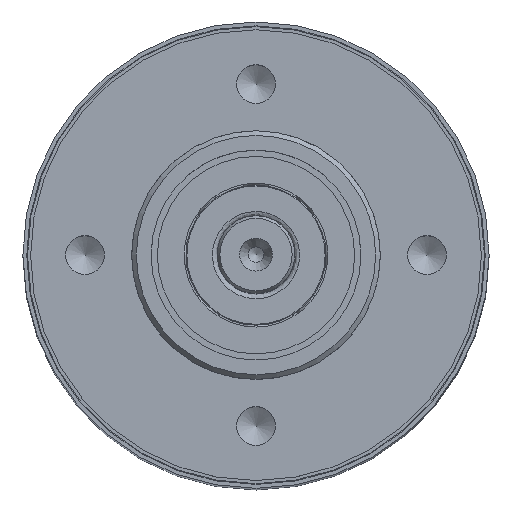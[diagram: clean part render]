
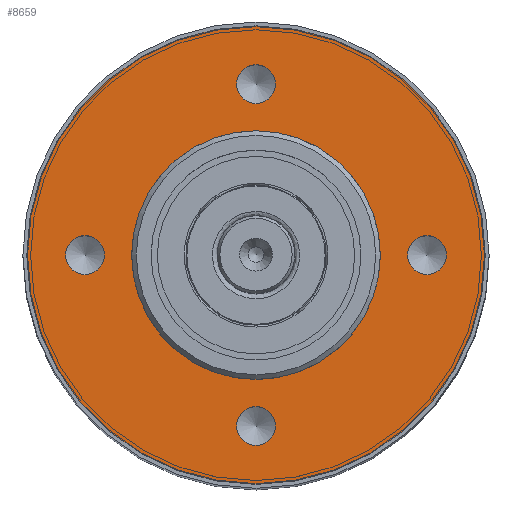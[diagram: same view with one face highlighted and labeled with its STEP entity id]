
A CAD part, top view. The second image highlights one B-rep face of the part: STEP entity #8659.
In plain terms, the highlighted planar face has unit normal (0, 0, 1).
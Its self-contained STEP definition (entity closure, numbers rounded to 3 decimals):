
#39 = VERTEX_POINT ( 'NONE', #2851 ) ;
#69 = ORIENTED_EDGE ( 'NONE', *, *, #804, .F. ) ;
#167 = EDGE_LOOP ( 'NONE', ( #4932 ) ) ;
#305 = DIRECTION ( 'NONE',  ( -1., 0., 0. ) ) ;
#306 = PLANE ( 'NONE',  #2943 ) ;
#360 = DIRECTION ( 'NONE',  ( 0., 0., 1. ) ) ;
#644 = DIRECTION ( 'NONE',  ( -1., 0., 0. ) ) ;
#672 = ORIENTED_EDGE ( 'NONE', *, *, #7290, .F. ) ;
#724 = EDGE_CURVE ( 'NONE', #6325, #6325, #1349, .T. ) ;
#804 = EDGE_CURVE ( 'NONE', #5066, #5066, #6678, .T. ) ;
#891 = FACE_BOUND ( 'NONE', #6037, .T. ) ;
#1012 = EDGE_CURVE ( 'NONE', #39, #39, #1848, .T. ) ;
#1269 = AXIS2_PLACEMENT_3D ( 'NONE', #7062, #8255, #305 ) ;
#1276 = DIRECTION ( 'NONE',  ( -1., 0., 0. ) ) ;
#1301 = CARTESIAN_POINT ( 'NONE',  ( 0., 0., 63. ) ) ;
#1315 = FACE_BOUND ( 'NONE', #4314, .T. ) ;
#1349 = CIRCLE ( 'NONE', #1269, 14.75 ) ;
#1448 = CARTESIAN_POINT ( 'NONE',  ( 9.75, 0., 63. ) ) ;
#1525 = CARTESIAN_POINT ( 'NONE',  ( 11., 0., 63. ) ) ;
#1581 = CARTESIAN_POINT ( 'NONE',  ( -1.25, -11., 63. ) ) ;
#1632 = DIRECTION ( 'NONE',  ( -1., 0., 0. ) ) ;
#1848 = CIRCLE ( 'NONE', #7979, 1.25 ) ;
#1961 = CARTESIAN_POINT ( 'NONE',  ( 0., 11., 63. ) ) ;
#2146 = AXIS2_PLACEMENT_3D ( 'NONE', #1301, #5963, #644 ) ;
#2300 = AXIS2_PLACEMENT_3D ( 'NONE', #5014, #7691, #5551 ) ;
#2493 = CARTESIAN_POINT ( 'NONE',  ( -8., 0., 63. ) ) ;
#2555 = CARTESIAN_POINT ( 'NONE',  ( -12.25, 0., 63. ) ) ;
#2674 = FACE_BOUND ( 'NONE', #6029, .T. ) ;
#2749 = ORIENTED_EDGE ( 'NONE', *, *, #5016, .F. ) ;
#2851 = CARTESIAN_POINT ( 'NONE',  ( -1.25, 11., 63. ) ) ;
#2899 = VERTEX_POINT ( 'NONE', #2493 ) ;
#2913 = DIRECTION ( 'NONE',  ( -1., 0., 0. ) ) ;
#2943 = AXIS2_PLACEMENT_3D ( 'NONE', #8287, #4305, #3022 ) ;
#3022 = DIRECTION ( 'NONE',  ( 0., -1., 0. ) ) ;
#3328 = FACE_OUTER_BOUND ( 'NONE', #167, .T. ) ;
#3503 = ORIENTED_EDGE ( 'NONE', *, *, #7855, .F. ) ;
#3968 = AXIS2_PLACEMENT_3D ( 'NONE', #1525, #5535, #2913 ) ;
#4259 = FACE_BOUND ( 'NONE', #6207, .T. ) ;
#4305 = DIRECTION ( 'NONE',  ( 0., 0., -1. ) ) ;
#4314 = EDGE_LOOP ( 'NONE', ( #672 ) ) ;
#4932 = ORIENTED_EDGE ( 'NONE', *, *, #724, .T. ) ;
#4962 = ORIENTED_EDGE ( 'NONE', *, *, #1012, .F. ) ;
#5014 = CARTESIAN_POINT ( 'NONE',  ( -11., 0., 63. ) ) ;
#5016 = EDGE_CURVE ( 'NONE', #2899, #2899, #7373, .T. ) ;
#5066 = VERTEX_POINT ( 'NONE', #1581 ) ;
#5265 = DIRECTION ( 'NONE',  ( 0., 0., 1. ) ) ;
#5481 = FACE_BOUND ( 'NONE', #6388, .T. ) ;
#5535 = DIRECTION ( 'NONE',  ( 0., 0., 1. ) ) ;
#5551 = DIRECTION ( 'NONE',  ( -1., 0., 0. ) ) ;
#5779 = VERTEX_POINT ( 'NONE', #2555 ) ;
#5806 = CIRCLE ( 'NONE', #2300, 1.25 ) ;
#5963 = DIRECTION ( 'NONE',  ( 0., 0., 1. ) ) ;
#6029 = EDGE_LOOP ( 'NONE', ( #4962 ) ) ;
#6037 = EDGE_LOOP ( 'NONE', ( #3503 ) ) ;
#6207 = EDGE_LOOP ( 'NONE', ( #2749 ) ) ;
#6325 = VERTEX_POINT ( 'NONE', #8173 ) ;
#6388 = EDGE_LOOP ( 'NONE', ( #69 ) ) ;
#6590 = CIRCLE ( 'NONE', #3968, 1.25 ) ;
#6678 = CIRCLE ( 'NONE', #8091, 1.25 ) ;
#7062 = CARTESIAN_POINT ( 'NONE',  ( 0., 0., 63. ) ) ;
#7270 = VERTEX_POINT ( 'NONE', #1448 ) ;
#7290 = EDGE_CURVE ( 'NONE', #5779, #5779, #5806, .T. ) ;
#7373 = CIRCLE ( 'NONE', #2146, 8. ) ;
#7691 = DIRECTION ( 'NONE',  ( 0., 0., 1. ) ) ;
#7855 = EDGE_CURVE ( 'NONE', #7270, #7270, #6590, .T. ) ;
#7979 = AXIS2_PLACEMENT_3D ( 'NONE', #1961, #5265, #1276 ) ;
#8091 = AXIS2_PLACEMENT_3D ( 'NONE', #8286, #360, #1632 ) ;
#8173 = CARTESIAN_POINT ( 'NONE',  ( -14.75, 0., 63. ) ) ;
#8255 = DIRECTION ( 'NONE',  ( 0., 0., 1. ) ) ;
#8286 = CARTESIAN_POINT ( 'NONE',  ( 0., -11., 63. ) ) ;
#8287 = CARTESIAN_POINT ( 'NONE',  ( 0., -8., 63. ) ) ;
#8659 = ADVANCED_FACE ( 'NONE', ( #3328, #5481, #891, #2674, #1315, #4259 ), #306, .F. ) ;
